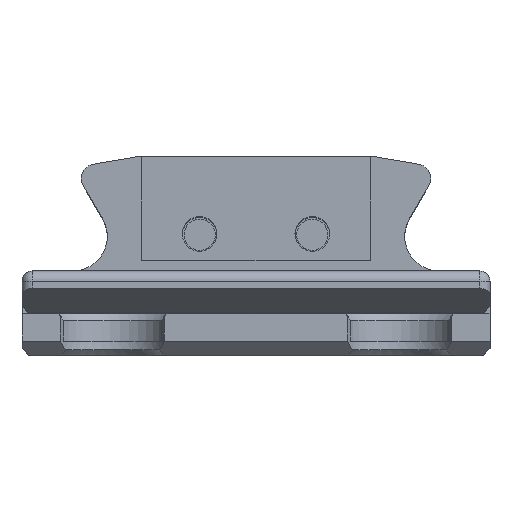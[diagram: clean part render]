
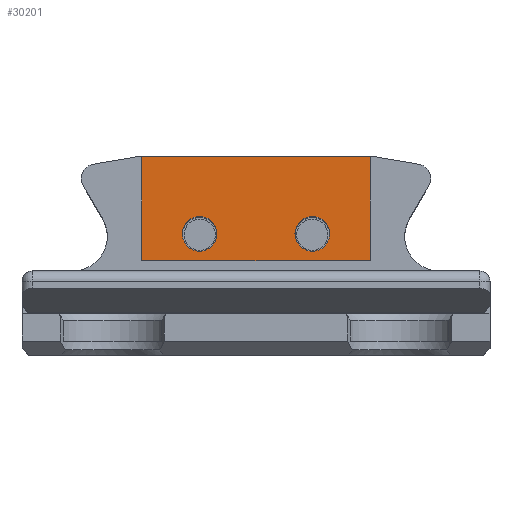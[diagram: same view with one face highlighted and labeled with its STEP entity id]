
A CAD part, top view. The second image highlights one B-rep face of the part: STEP entity #30201.
In plain terms, the highlighted planar face has unit normal (0, 0, 1).
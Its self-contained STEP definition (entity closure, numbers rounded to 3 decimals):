
#22127 = PLANE('',#22128);
#22128 = AXIS2_PLACEMENT_3D('',#22129,#22130,#22131);
#22129 = CARTESIAN_POINT('',(0.,3.,4.));
#22130 = DIRECTION('',(0.,-1.,0.));
#22131 = DIRECTION('',(0.,0.,-1.));
#25254 = CYLINDRICAL_SURFACE('',#25255,1.);
#25255 = AXIS2_PLACEMENT_3D('',#25256,#25257,#25258);
#25256 = CARTESIAN_POINT('',(3.25,4.55,1.));
#25257 = DIRECTION('',(0.,0.,1.));
#25258 = DIRECTION('',(1.,0.,0.));
#26165 = CYLINDRICAL_SURFACE('',#26166,1.);
#26166 = AXIS2_PLACEMENT_3D('',#26167,#26168,#26169);
#26167 = CARTESIAN_POINT('',(-3.25,4.55,1.));
#26168 = DIRECTION('',(0.,0.,1.));
#26169 = DIRECTION('',(1.,0.,0.));
#26867 = PLANE('',#26868);
#26868 = AXIS2_PLACEMENT_3D('',#26869,#26870,#26871);
#26869 = CARTESIAN_POINT('',(-6.85,9.,6.8));
#26870 = DIRECTION('',(0.,-1.,0.));
#26871 = DIRECTION('',(1.,0.,0.));
#26895 = PLANE('',#26896);
#26896 = AXIS2_PLACEMENT_3D('',#26897,#26898,#26899);
#26897 = CARTESIAN_POINT('',(-6.6,9.,7.));
#26898 = DIRECTION('',(1.,0.,0.));
#26899 = DIRECTION('',(0.,0.,-1.));
#26946 = PLANE('',#26947);
#26947 = AXIS2_PLACEMENT_3D('',#26948,#26949,#26950);
#26948 = CARTESIAN_POINT('',(6.6,9.,1.));
#26949 = DIRECTION('',(-1.,0.,0.));
#26950 = DIRECTION('',(0.,0.,1.));
#28110 = EDGE_CURVE('',#28111,#28111,#28113,.T.);
#28111 = VERTEX_POINT('',#28112);
#28112 = CARTESIAN_POINT('',(4.25,4.55,1.));
#28113 = SURFACE_CURVE('',#28114,(#28119,#28126),.PCURVE_S1.);
#28114 = CIRCLE('',#28115,1.);
#28115 = AXIS2_PLACEMENT_3D('',#28116,#28117,#28118);
#28116 = CARTESIAN_POINT('',(3.25,4.55,1.));
#28117 = DIRECTION('',(0.,0.,1.));
#28118 = DIRECTION('',(1.,0.,0.));
#28119 = PCURVE('',#25254,#28120);
#28120 = DEFINITIONAL_REPRESENTATION('',(#28121),#28125);
#28121 = LINE('',#28122,#28123);
#28122 = CARTESIAN_POINT('',(0.,0.));
#28123 = VECTOR('',#28124,1.);
#28124 = DIRECTION('',(1.,0.));
#28125 = ( GEOMETRIC_REPRESENTATION_CONTEXT(2) 
PARAMETRIC_REPRESENTATION_CONTEXT() REPRESENTATION_CONTEXT('2D SPACE',''
  ) );
#28126 = PCURVE('',#28127,#28132);
#28127 = PLANE('',#28128);
#28128 = AXIS2_PLACEMENT_3D('',#28129,#28130,#28131);
#28129 = CARTESIAN_POINT('',(-6.6,9.,1.));
#28130 = DIRECTION('',(0.,0.,1.));
#28131 = DIRECTION('',(1.,0.,0.));
#28132 = DEFINITIONAL_REPRESENTATION('',(#28133),#28137);
#28133 = CIRCLE('',#28134,1.);
#28134 = AXIS2_PLACEMENT_2D('',#28135,#28136);
#28135 = CARTESIAN_POINT('',(9.85,-4.45));
#28136 = DIRECTION('',(1.,0.));
#28137 = ( GEOMETRIC_REPRESENTATION_CONTEXT(2) 
PARAMETRIC_REPRESENTATION_CONTEXT() REPRESENTATION_CONTEXT('2D SPACE',''
  ) );
#29645 = EDGE_CURVE('',#29646,#29646,#29648,.T.);
#29646 = VERTEX_POINT('',#29647);
#29647 = CARTESIAN_POINT('',(-2.25,4.55,1.));
#29648 = SURFACE_CURVE('',#29649,(#29654,#29661),.PCURVE_S1.);
#29649 = CIRCLE('',#29650,1.);
#29650 = AXIS2_PLACEMENT_3D('',#29651,#29652,#29653);
#29651 = CARTESIAN_POINT('',(-3.25,4.55,1.));
#29652 = DIRECTION('',(0.,0.,1.));
#29653 = DIRECTION('',(1.,0.,0.));
#29654 = PCURVE('',#26165,#29655);
#29655 = DEFINITIONAL_REPRESENTATION('',(#29656),#29660);
#29656 = LINE('',#29657,#29658);
#29657 = CARTESIAN_POINT('',(0.,0.));
#29658 = VECTOR('',#29659,1.);
#29659 = DIRECTION('',(1.,0.));
#29660 = ( GEOMETRIC_REPRESENTATION_CONTEXT(2) 
PARAMETRIC_REPRESENTATION_CONTEXT() REPRESENTATION_CONTEXT('2D SPACE',''
  ) );
#29661 = PCURVE('',#28127,#29662);
#29662 = DEFINITIONAL_REPRESENTATION('',(#29663),#29667);
#29663 = CIRCLE('',#29664,1.);
#29664 = AXIS2_PLACEMENT_2D('',#29665,#29666);
#29665 = CARTESIAN_POINT('',(3.35,-4.45));
#29666 = DIRECTION('',(1.,0.));
#29667 = ( GEOMETRIC_REPRESENTATION_CONTEXT(2) 
PARAMETRIC_REPRESENTATION_CONTEXT() REPRESENTATION_CONTEXT('2D SPACE',''
  ) );
#29861 = VERTEX_POINT('',#29862);
#29862 = CARTESIAN_POINT('',(6.6,9.,1.));
#29883 = EDGE_CURVE('',#29884,#29861,#29886,.T.);
#29884 = VERTEX_POINT('',#29885);
#29885 = CARTESIAN_POINT('',(-6.6,9.,1.));
#29886 = SURFACE_CURVE('',#29887,(#29891,#29898),.PCURVE_S1.);
#29887 = LINE('',#29888,#29889);
#29888 = CARTESIAN_POINT('',(-6.6,9.,1.));
#29889 = VECTOR('',#29890,1.);
#29890 = DIRECTION('',(1.,0.,0.));
#29891 = PCURVE('',#26867,#29892);
#29892 = DEFINITIONAL_REPRESENTATION('',(#29893),#29897);
#29893 = LINE('',#29894,#29895);
#29894 = CARTESIAN_POINT('',(0.25,-5.8));
#29895 = VECTOR('',#29896,1.);
#29896 = DIRECTION('',(1.,0.));
#29897 = ( GEOMETRIC_REPRESENTATION_CONTEXT(2) 
PARAMETRIC_REPRESENTATION_CONTEXT() REPRESENTATION_CONTEXT('2D SPACE',''
  ) );
#29898 = PCURVE('',#28127,#29899);
#29899 = DEFINITIONAL_REPRESENTATION('',(#29900),#29904);
#29900 = LINE('',#29901,#29902);
#29901 = CARTESIAN_POINT('',(0.,0.));
#29902 = VECTOR('',#29903,1.);
#29903 = DIRECTION('',(1.,0.));
#29904 = ( GEOMETRIC_REPRESENTATION_CONTEXT(2) 
PARAMETRIC_REPRESENTATION_CONTEXT() REPRESENTATION_CONTEXT('2D SPACE',''
  ) );
#29932 = EDGE_CURVE('',#29861,#29933,#29935,.T.);
#29933 = VERTEX_POINT('',#29934);
#29934 = CARTESIAN_POINT('',(6.6,3.,1.));
#29935 = SURFACE_CURVE('',#29936,(#29940,#29947),.PCURVE_S1.);
#29936 = LINE('',#29937,#29938);
#29937 = CARTESIAN_POINT('',(6.6,9.,1.));
#29938 = VECTOR('',#29939,1.);
#29939 = DIRECTION('',(0.,-1.,0.));
#29940 = PCURVE('',#26946,#29941);
#29941 = DEFINITIONAL_REPRESENTATION('',(#29942),#29946);
#29942 = LINE('',#29943,#29944);
#29943 = CARTESIAN_POINT('',(0.,0.));
#29944 = VECTOR('',#29945,1.);
#29945 = DIRECTION('',(0.,-1.));
#29946 = ( GEOMETRIC_REPRESENTATION_CONTEXT(2) 
PARAMETRIC_REPRESENTATION_CONTEXT() REPRESENTATION_CONTEXT('2D SPACE',''
  ) );
#29947 = PCURVE('',#28127,#29948);
#29948 = DEFINITIONAL_REPRESENTATION('',(#29949),#29953);
#29949 = LINE('',#29950,#29951);
#29950 = CARTESIAN_POINT('',(13.2,0.));
#29951 = VECTOR('',#29952,1.);
#29952 = DIRECTION('',(0.,-1.));
#29953 = ( GEOMETRIC_REPRESENTATION_CONTEXT(2) 
PARAMETRIC_REPRESENTATION_CONTEXT() REPRESENTATION_CONTEXT('2D SPACE',''
  ) );
#30019 = VERTEX_POINT('',#30020);
#30020 = CARTESIAN_POINT('',(-6.6,3.,1.));
#30041 = EDGE_CURVE('',#30019,#29933,#30042,.T.);
#30042 = SURFACE_CURVE('',#30043,(#30047,#30054),.PCURVE_S1.);
#30043 = LINE('',#30044,#30045);
#30044 = CARTESIAN_POINT('',(-6.6,3.,1.));
#30045 = VECTOR('',#30046,1.);
#30046 = DIRECTION('',(1.,0.,0.));
#30047 = PCURVE('',#22127,#30048);
#30048 = DEFINITIONAL_REPRESENTATION('',(#30049),#30053);
#30049 = LINE('',#30050,#30051);
#30050 = CARTESIAN_POINT('',(3.,-6.6));
#30051 = VECTOR('',#30052,1.);
#30052 = DIRECTION('',(0.,1.));
#30053 = ( GEOMETRIC_REPRESENTATION_CONTEXT(2) 
PARAMETRIC_REPRESENTATION_CONTEXT() REPRESENTATION_CONTEXT('2D SPACE',''
  ) );
#30054 = PCURVE('',#28127,#30055);
#30055 = DEFINITIONAL_REPRESENTATION('',(#30056),#30060);
#30056 = LINE('',#30057,#30058);
#30057 = CARTESIAN_POINT('',(0.,-6.));
#30058 = VECTOR('',#30059,1.);
#30059 = DIRECTION('',(1.,0.));
#30060 = ( GEOMETRIC_REPRESENTATION_CONTEXT(2) 
PARAMETRIC_REPRESENTATION_CONTEXT() REPRESENTATION_CONTEXT('2D SPACE',''
  ) );
#30174 = EDGE_CURVE('',#29884,#30019,#30175,.T.);
#30175 = SURFACE_CURVE('',#30176,(#30180,#30187),.PCURVE_S1.);
#30176 = LINE('',#30177,#30178);
#30177 = CARTESIAN_POINT('',(-6.6,9.,1.));
#30178 = VECTOR('',#30179,1.);
#30179 = DIRECTION('',(0.,-1.,0.));
#30180 = PCURVE('',#26895,#30181);
#30181 = DEFINITIONAL_REPRESENTATION('',(#30182),#30186);
#30182 = LINE('',#30183,#30184);
#30183 = CARTESIAN_POINT('',(6.,0.));
#30184 = VECTOR('',#30185,1.);
#30185 = DIRECTION('',(0.,-1.));
#30186 = ( GEOMETRIC_REPRESENTATION_CONTEXT(2) 
PARAMETRIC_REPRESENTATION_CONTEXT() REPRESENTATION_CONTEXT('2D SPACE',''
  ) );
#30187 = PCURVE('',#28127,#30188);
#30188 = DEFINITIONAL_REPRESENTATION('',(#30189),#30193);
#30189 = LINE('',#30190,#30191);
#30190 = CARTESIAN_POINT('',(0.,0.));
#30191 = VECTOR('',#30192,1.);
#30192 = DIRECTION('',(0.,-1.));
#30193 = ( GEOMETRIC_REPRESENTATION_CONTEXT(2) 
PARAMETRIC_REPRESENTATION_CONTEXT() REPRESENTATION_CONTEXT('2D SPACE',''
  ) );
#30201 = ADVANCED_FACE('',(#30202,#30208,#30211),#28127,.T.);
#30202 = FACE_BOUND('',#30203,.T.);
#30203 = EDGE_LOOP('',(#30204,#30205,#30206,#30207));
#30204 = ORIENTED_EDGE('',*,*,#30174,.T.);
#30205 = ORIENTED_EDGE('',*,*,#30041,.T.);
#30206 = ORIENTED_EDGE('',*,*,#29932,.F.);
#30207 = ORIENTED_EDGE('',*,*,#29883,.F.);
#30208 = FACE_BOUND('',#30209,.T.);
#30209 = EDGE_LOOP('',(#30210));
#30210 = ORIENTED_EDGE('',*,*,#29645,.F.);
#30211 = FACE_BOUND('',#30212,.T.);
#30212 = EDGE_LOOP('',(#30213));
#30213 = ORIENTED_EDGE('',*,*,#28110,.F.);
